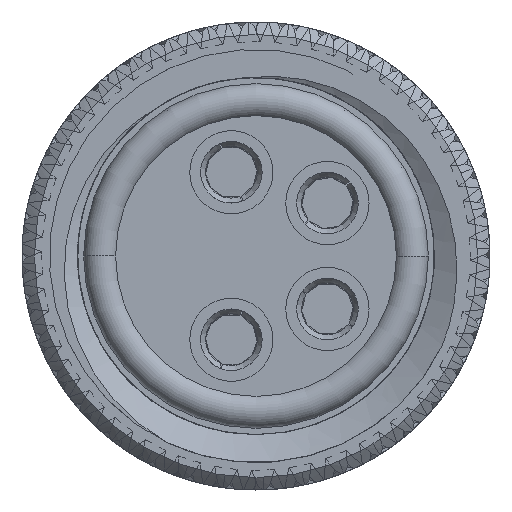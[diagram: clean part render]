
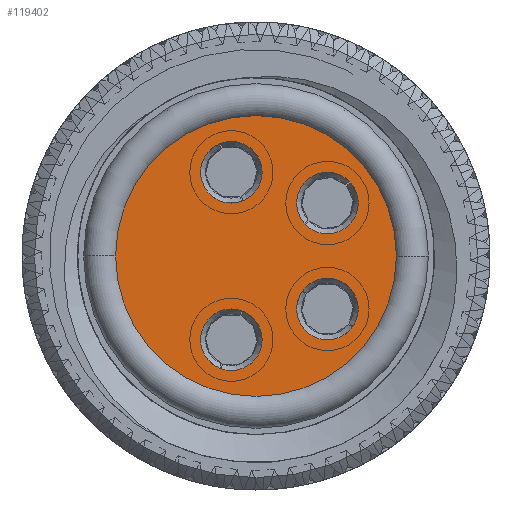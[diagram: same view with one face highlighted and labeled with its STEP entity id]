
A CAD part, left-side view. The second image highlights one B-rep face of the part: STEP entity #119402.
In plain terms, the highlighted planar face has unit normal (-1, 0, 0).
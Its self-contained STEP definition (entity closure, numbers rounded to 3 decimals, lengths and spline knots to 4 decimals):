
#23037=CARTESIAN_POINT('',(-59.7,0.,0.));
#23038=DIRECTION('',(1.,0.,0.));
#23039=DIRECTION('',(0.,1.,0.));
#23040=AXIS2_PLACEMENT_3D('',#23037,#23038,#23039);
#23042=CARTESIAN_POINT('',(-59.7,0.,0.));
#23043=DIRECTION('',(1.,0.,0.));
#23044=DIRECTION('',(0.,-1.,0.));
#23045=AXIS2_PLACEMENT_3D('',#23042,#23043,#23044);
#23047=CARTESIAN_POINT('',(-59.7,-1.45,1.075));
#23048=DIRECTION('',(-1.,0.,0.));
#23049=DIRECTION('',(0.,-1.,0.));
#23050=AXIS2_PLACEMENT_3D('',#23047,#23048,#23049);
#23052=CARTESIAN_POINT('',(-59.7,-1.45,1.075));
#23053=DIRECTION('',(-1.,0.,0.));
#23054=DIRECTION('',(0.,1.,0.));
#23055=AXIS2_PLACEMENT_3D('',#23052,#23053,#23054);
#23057=CARTESIAN_POINT('',(-59.7,-1.45,-1.075));
#23058=DIRECTION('',(-1.,0.,0.));
#23059=DIRECTION('',(0.,-1.,0.));
#23060=AXIS2_PLACEMENT_3D('',#23057,#23058,#23059);
#23062=CARTESIAN_POINT('',(-59.7,-1.45,-1.075));
#23063=DIRECTION('',(-1.,0.,0.));
#23064=DIRECTION('',(0.,1.,0.));
#23065=AXIS2_PLACEMENT_3D('',#23062,#23063,#23064);
#23067=CARTESIAN_POINT('',(-59.7,0.5,1.7));
#23068=DIRECTION('',(-1.,0.,0.));
#23069=DIRECTION('',(0.,-1.,0.));
#23070=AXIS2_PLACEMENT_3D('',#23067,#23068,#23069);
#23072=CARTESIAN_POINT('',(-59.7,0.5,1.7));
#23073=DIRECTION('',(-1.,0.,0.));
#23074=DIRECTION('',(0.,1.,0.));
#23075=AXIS2_PLACEMENT_3D('',#23072,#23073,#23074);
#23077=CARTESIAN_POINT('',(-59.7,0.5,-1.7));
#23078=DIRECTION('',(-1.,0.,0.));
#23079=DIRECTION('',(0.,-1.,0.));
#23080=AXIS2_PLACEMENT_3D('',#23077,#23078,#23079);
#23082=CARTESIAN_POINT('',(-59.7,0.5,-1.7));
#23083=DIRECTION('',(-1.,0.,0.));
#23084=DIRECTION('',(0.,1.,0.));
#23085=AXIS2_PLACEMENT_3D('',#23082,#23083,#23084);
#77565=CARTESIAN_POINT('',(-59.7,2.85,0.));
#77566=CARTESIAN_POINT('',(-59.7,-2.85,0.));
#77567=VERTEX_POINT('',#77565);
#77568=VERTEX_POINT('',#77566);
#77573=CARTESIAN_POINT('',(-59.7,-2.075,1.075));
#77574=CARTESIAN_POINT('',(-59.7,-0.825,1.075));
#77575=VERTEX_POINT('',#77573);
#77576=VERTEX_POINT('',#77574);
#77577=CARTESIAN_POINT('',(-59.7,-2.075,-1.075));
#77578=CARTESIAN_POINT('',(-59.7,-0.825,-1.075));
#77579=VERTEX_POINT('',#77577);
#77580=VERTEX_POINT('',#77578);
#77581=CARTESIAN_POINT('',(-59.7,-0.125,1.7));
#77582=CARTESIAN_POINT('',(-59.7,1.125,1.7));
#77583=VERTEX_POINT('',#77581);
#77584=VERTEX_POINT('',#77582);
#77585=CARTESIAN_POINT('',(-59.7,-0.125,-1.7));
#77586=CARTESIAN_POINT('',(-59.7,1.125,-1.7));
#77587=VERTEX_POINT('',#77585);
#77588=VERTEX_POINT('',#77586);
#119369=CARTESIAN_POINT('',(-59.7,0.,0.));
#119370=DIRECTION('',(1.,0.,0.));
#119371=DIRECTION('',(0.,1.,0.));
#119372=AXIS2_PLACEMENT_3D('',#119369,#119370,#119371);
#119373=PLANE('',#119372);
#119374=ORIENTED_EDGE('',*,*,#119349,.T.);
#119375=ORIENTED_EDGE('',*,*,#119363,.T.);
#119376=EDGE_LOOP('',(#119374,#119375));
#119377=FACE_OUTER_BOUND('',#119376,.F.);
#119379=ORIENTED_EDGE('',*,*,#119378,.T.);
#119381=ORIENTED_EDGE('',*,*,#119380,.T.);
#119382=EDGE_LOOP('',(#119379,#119381));
#119383=FACE_BOUND('',#119382,.F.);
#119385=ORIENTED_EDGE('',*,*,#119384,.T.);
#119387=ORIENTED_EDGE('',*,*,#119386,.T.);
#119388=EDGE_LOOP('',(#119385,#119387));
#119389=FACE_BOUND('',#119388,.F.);
#119391=ORIENTED_EDGE('',*,*,#119390,.T.);
#119393=ORIENTED_EDGE('',*,*,#119392,.T.);
#119394=EDGE_LOOP('',(#119391,#119393));
#119395=FACE_BOUND('',#119394,.F.);
#119397=ORIENTED_EDGE('',*,*,#119396,.T.);
#119399=ORIENTED_EDGE('',*,*,#119398,.T.);
#119400=EDGE_LOOP('',(#119397,#119399));
#119401=FACE_BOUND('',#119400,.F.);
#119402=ADVANCED_FACE('',(#119377,#119383,#119389,#119395,#119401),#119373,.F.);
#23041=CIRCLE('',#23040,2.85);
#23046=CIRCLE('',#23045,2.85);
#23051=CIRCLE('',#23050,0.625);
#23056=CIRCLE('',#23055,0.625);
#23061=CIRCLE('',#23060,0.625);
#23066=CIRCLE('',#23065,0.625);
#23071=CIRCLE('',#23070,0.625);
#23076=CIRCLE('',#23075,0.625);
#23081=CIRCLE('',#23080,0.625);
#23086=CIRCLE('',#23085,0.625);
#119349=EDGE_CURVE('',#77567,#77568,#23041,.T.);
#119363=EDGE_CURVE('',#77568,#77567,#23046,.T.);
#119378=EDGE_CURVE('',#77575,#77576,#23051,.T.);
#119380=EDGE_CURVE('',#77576,#77575,#23056,.T.);
#119384=EDGE_CURVE('',#77579,#77580,#23061,.T.);
#119386=EDGE_CURVE('',#77580,#77579,#23066,.T.);
#119390=EDGE_CURVE('',#77583,#77584,#23071,.T.);
#119392=EDGE_CURVE('',#77584,#77583,#23076,.T.);
#119396=EDGE_CURVE('',#77587,#77588,#23081,.T.);
#119398=EDGE_CURVE('',#77588,#77587,#23086,.T.);
